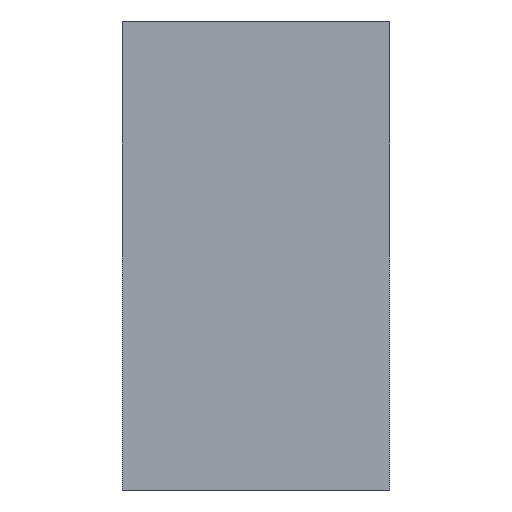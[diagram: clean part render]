
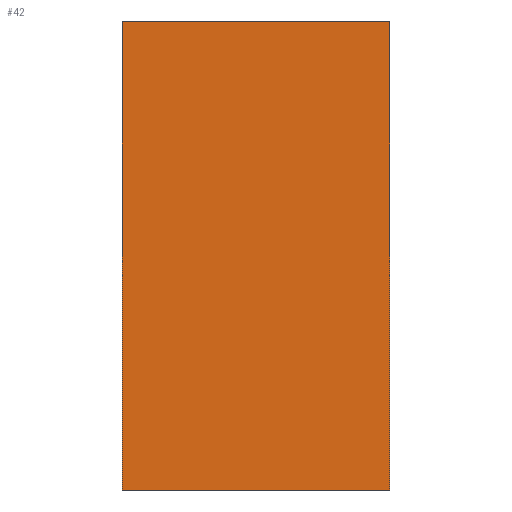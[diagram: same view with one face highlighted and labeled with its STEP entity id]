
A CAD part, left-side view. The second image highlights one B-rep face of the part: STEP entity #42.
In plain terms, the highlighted planar face has unit normal (-1, 0, 0).
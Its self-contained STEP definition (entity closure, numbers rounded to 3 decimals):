
#42 = ADVANCED_FACE( '', ( #84 ), #85, .F. );
#84 = FACE_OUTER_BOUND( '', #121, .T. );
#85 = PLANE( '', #122 );
#121 = EDGE_LOOP( '', ( #171, #172, #173, #174 ) );
#122 = AXIS2_PLACEMENT_3D( '', #175, #176, #177 );
#171 = ORIENTED_EDGE( '', *, *, #208, .T. );
#172 = ORIENTED_EDGE( '', *, *, #214, .F. );
#173 = ORIENTED_EDGE( '', *, *, #216, .F. );
#174 = ORIENTED_EDGE( '', *, *, #201, .T. );
#175 = CARTESIAN_POINT( '', ( -148., 16., 56. ) );
#176 = DIRECTION( '', ( 1., 0., 0. ) );
#177 = DIRECTION( '', ( 0., 0., -1. ) );
#201 = EDGE_CURVE( '', #229, #227, #230, .T. );
#208 = EDGE_CURVE( '', #227, #239, #241, .T. );
#214 = EDGE_CURVE( '', #248, #239, #250, .T. );
#216 = EDGE_CURVE( '', #229, #248, #252, .T. );
#227 = VERTEX_POINT( '', #263 );
#229 = VERTEX_POINT( '', #266 );
#230 = LINE( '', #267, #268 );
#239 = VERTEX_POINT( '', #280 );
#241 = LINE( '', #283, #284 );
#248 = VERTEX_POINT( '', #292 );
#250 = LINE( '', #295, #296 );
#252 = LINE( '', #298, #299 );
#263 = CARTESIAN_POINT( '', ( -148., 16., 0. ) );
#266 = CARTESIAN_POINT( '', ( -148., 16., 56. ) );
#267 = CARTESIAN_POINT( '', ( -148., 16., 56. ) );
#268 = VECTOR( '', #311, 1000. );
#280 = CARTESIAN_POINT( '', ( -148., -16., 0. ) );
#283 = CARTESIAN_POINT( '', ( -148., 16., 0. ) );
#284 = VECTOR( '', #319, 1000. );
#292 = CARTESIAN_POINT( '', ( -148., -16., 56. ) );
#295 = CARTESIAN_POINT( '', ( -148., -16., 56. ) );
#296 = VECTOR( '', #325, 1000. );
#298 = CARTESIAN_POINT( '', ( -148., 16., 56. ) );
#299 = VECTOR( '', #326, 1000. );
#311 = DIRECTION( '', ( 0., 0., -1. ) );
#319 = DIRECTION( '', ( 0., -1., 0. ) );
#325 = DIRECTION( '', ( 0., 0., -1. ) );
#326 = DIRECTION( '', ( 0., -1., 0. ) );
